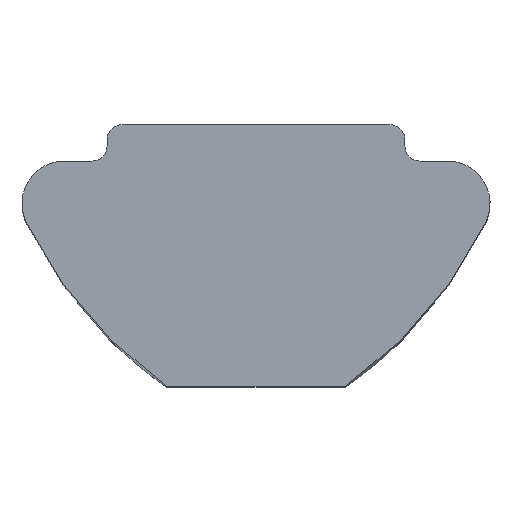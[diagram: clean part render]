
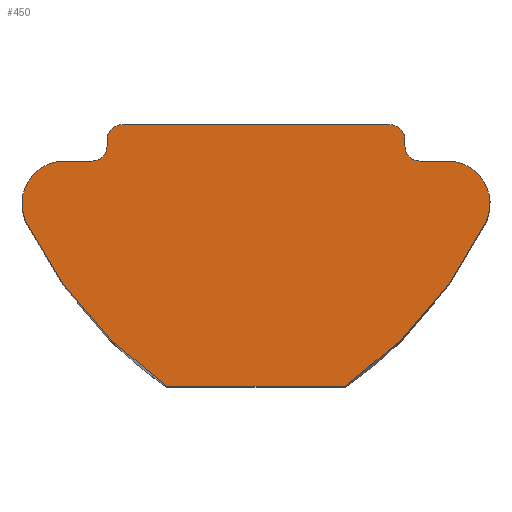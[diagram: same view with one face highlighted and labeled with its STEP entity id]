
A CAD part, top view. The second image highlights one B-rep face of the part: STEP entity #450.
In plain terms, the highlighted planar face has unit normal (0, 0, 1).
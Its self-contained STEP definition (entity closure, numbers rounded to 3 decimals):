
#43=FACE_OUTER_BOUND('',#67,.T.);
#67=EDGE_LOOP('',(#298,#299,#300,#301,#302,#303,#304,#305,#306,#307,#308,
#309,#310,#311));
#91=LINE('',#669,#123);
#92=LINE('',#673,#124);
#93=LINE('',#677,#125);
#94=LINE('',#683,#126);
#95=LINE('',#689,#127);
#96=LINE('',#692,#128);
#123=VECTOR('',#541,10.);
#124=VECTOR('',#544,10.);
#125=VECTOR('',#547,10.);
#126=VECTOR('',#552,10.);
#127=VECTOR('',#557,10.);
#128=VECTOR('',#560,10.);
#155=CIRCLE('',#489,0.25);
#156=CIRCLE('',#490,0.25);
#157=CIRCLE('',#491,0.25);
#158=CIRCLE('',#492,0.7);
#159=CIRCLE('',#493,7.);
#160=CIRCLE('',#494,7.);
#161=CIRCLE('',#495,0.7);
#162=CIRCLE('',#496,0.25);
#180=VERTEX_POINT('',#665);
#181=VERTEX_POINT('',#666);
#182=VERTEX_POINT('',#668);
#183=VERTEX_POINT('',#670);
#184=VERTEX_POINT('',#672);
#185=VERTEX_POINT('',#674);
#186=VERTEX_POINT('',#676);
#187=VERTEX_POINT('',#678);
#188=VERTEX_POINT('',#680);
#189=VERTEX_POINT('',#682);
#190=VERTEX_POINT('',#684);
#191=VERTEX_POINT('',#686);
#192=VERTEX_POINT('',#688);
#193=VERTEX_POINT('',#690);
#227=EDGE_CURVE('',#180,#181,#155,.T.);
#228=EDGE_CURVE('',#181,#182,#91,.T.);
#229=EDGE_CURVE('',#182,#183,#156,.T.);
#230=EDGE_CURVE('',#183,#184,#92,.T.);
#231=EDGE_CURVE('',#184,#185,#157,.T.);
#232=EDGE_CURVE('',#185,#186,#93,.T.);
#233=EDGE_CURVE('',#186,#187,#158,.T.);
#234=EDGE_CURVE('',#187,#188,#159,.T.);
#235=EDGE_CURVE('',#188,#189,#94,.T.);
#236=EDGE_CURVE('',#189,#190,#160,.T.);
#237=EDGE_CURVE('',#190,#191,#161,.T.);
#238=EDGE_CURVE('',#191,#192,#95,.T.);
#239=EDGE_CURVE('',#192,#193,#162,.T.);
#240=EDGE_CURVE('',#193,#180,#96,.T.);
#298=ORIENTED_EDGE('',*,*,#227,.T.);
#299=ORIENTED_EDGE('',*,*,#228,.T.);
#300=ORIENTED_EDGE('',*,*,#229,.T.);
#301=ORIENTED_EDGE('',*,*,#230,.T.);
#302=ORIENTED_EDGE('',*,*,#231,.T.);
#303=ORIENTED_EDGE('',*,*,#232,.T.);
#304=ORIENTED_EDGE('',*,*,#233,.T.);
#305=ORIENTED_EDGE('',*,*,#234,.T.);
#306=ORIENTED_EDGE('',*,*,#235,.T.);
#307=ORIENTED_EDGE('',*,*,#236,.T.);
#308=ORIENTED_EDGE('',*,*,#237,.T.);
#309=ORIENTED_EDGE('',*,*,#238,.T.);
#310=ORIENTED_EDGE('',*,*,#239,.T.);
#311=ORIENTED_EDGE('',*,*,#240,.T.);
#440=PLANE('',#488);
#450=ADVANCED_FACE('',(#43),#440,.T.);
#488=AXIS2_PLACEMENT_3D('',#664,#537,#538);
#489=AXIS2_PLACEMENT_3D('',#667,#539,#540);
#490=AXIS2_PLACEMENT_3D('',#671,#542,#543);
#491=AXIS2_PLACEMENT_3D('',#675,#545,#546);
#492=AXIS2_PLACEMENT_3D('',#679,#548,#549);
#493=AXIS2_PLACEMENT_3D('',#681,#550,#551);
#494=AXIS2_PLACEMENT_3D('',#685,#553,#554);
#495=AXIS2_PLACEMENT_3D('',#687,#555,#556);
#496=AXIS2_PLACEMENT_3D('',#691,#558,#559);
#537=DIRECTION('center_axis',(0.,0.,1.));
#538=DIRECTION('ref_axis',(1.,0.,0.));
#539=DIRECTION('center_axis',(0.,0.,1.));
#540=DIRECTION('ref_axis',(1.,0.,0.));
#541=DIRECTION('',(-1.,0.,0.));
#542=DIRECTION('center_axis',(0.,0.,1.));
#543=DIRECTION('ref_axis',(0.,1.,0.));
#544=DIRECTION('',(0.,-1.,0.));
#545=DIRECTION('center_axis',(0.,0.,-1.));
#546=DIRECTION('ref_axis',(0.,-1.,0.));
#547=DIRECTION('',(-1.,0.,0.));
#548=DIRECTION('center_axis',(0.,0.,1.));
#549=DIRECTION('ref_axis',(0.,1.,0.));
#550=DIRECTION('center_axis',(0.,0.,1.));
#551=DIRECTION('ref_axis',(-0.9,-0.437,0.));
#552=DIRECTION('',(1.,0.,0.));
#553=DIRECTION('center_axis',(0.,0.,1.));
#554=DIRECTION('ref_axis',(0.502,-0.865,0.));
#555=DIRECTION('center_axis',(0.,0.,1.));
#556=DIRECTION('ref_axis',(0.9,-0.437,0.));
#557=DIRECTION('',(-1.,0.,0.));
#558=DIRECTION('center_axis',(0.,0.,-1.));
#559=DIRECTION('ref_axis',(-1.,0.,0.));
#560=DIRECTION('',(0.,1.,0.));
#664=CARTESIAN_POINT('Origin',(0.,-2.3,0.8));
#665=CARTESIAN_POINT('',(2.45,-0.25,0.8));
#666=CARTESIAN_POINT('',(2.2,0.,0.8));
#667=CARTESIAN_POINT('Origin',(2.2,-0.25,0.8));
#668=CARTESIAN_POINT('',(-2.2,0.,0.8));
#669=CARTESIAN_POINT('',(0.,0.,0.8));
#670=CARTESIAN_POINT('',(-2.45,-0.25,0.8));
#671=CARTESIAN_POINT('Origin',(-2.2,-0.25,0.8));
#672=CARTESIAN_POINT('',(-2.45,-0.35,0.8));
#673=CARTESIAN_POINT('',(-2.45,-0.25,0.8));
#674=CARTESIAN_POINT('',(-2.7,-0.6,0.8));
#675=CARTESIAN_POINT('Origin',(-2.7,-0.35,0.8));
#676=CARTESIAN_POINT('',(-3.15,-0.6,0.8));
#677=CARTESIAN_POINT('',(-2.7,-0.6,0.8));
#678=CARTESIAN_POINT('',(-3.78,-1.606,0.8));
#679=CARTESIAN_POINT('Origin',(-3.15,-1.3,0.8));
#680=CARTESIAN_POINT('',(-1.472,-4.3,0.8));
#681=CARTESIAN_POINT('Origin',(2.517,1.452,0.8));
#682=CARTESIAN_POINT('',(1.472,-4.3,0.8));
#683=CARTESIAN_POINT('',(0.5,-4.3,0.8));
#684=CARTESIAN_POINT('',(3.78,-1.606,0.8));
#685=CARTESIAN_POINT('Origin',(-2.517,1.452,0.8));
#686=CARTESIAN_POINT('',(3.15,-0.6,0.8));
#687=CARTESIAN_POINT('Origin',(3.15,-1.3,0.8));
#688=CARTESIAN_POINT('',(2.7,-0.6,0.8));
#689=CARTESIAN_POINT('',(2.7,-0.6,0.8));
#690=CARTESIAN_POINT('',(2.45,-0.35,0.8));
#691=CARTESIAN_POINT('Origin',(2.7,-0.35,0.8));
#692=CARTESIAN_POINT('',(2.45,-0.25,0.8));
